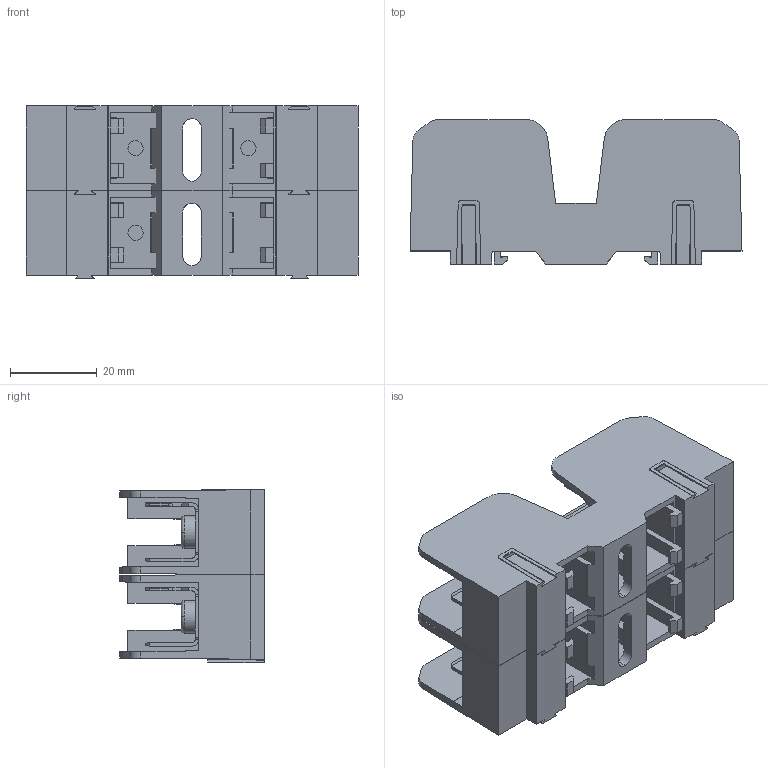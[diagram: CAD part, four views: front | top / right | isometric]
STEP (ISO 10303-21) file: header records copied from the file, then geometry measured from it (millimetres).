
FILE_DESCRIPTION (( 'STEP AP203' ), '1' );
FILE_NAME ('BMM603-2PQ.STEP', '2023-05-22T14:47:14', ( '' ), ( '' ), 'SwSTEP 2.0', 'SolidWorks 2021', '' );
FILE_SCHEMA (( 'CONFIG_CONTROL_DESIGN' ));
Length unit declared in the file: inch
Products named in the file (1): BMM603-2PQ
Bounding box: 76.57 x 33.33 x 40.08 mm (x, y, z)
Volume: 40663.9 mm3; surface area: 33477.5 mm2
Topology: 9 solids, 9 shells, 977 faces, 2704 edges, 1768 vertices
Faces by surface type: plane 685, cylinder 186, bspline 106
Entity records: 35713 total; most frequent: CARTESIAN_POINT 11484, ORIENTED_EDGE 5408, DIRECTION 4426, EDGE_CURVE 2704, VECTOR 2082, LINE 2082, VERTEX_POINT 1768, AXIS2_PLACEMENT_3D 1172
